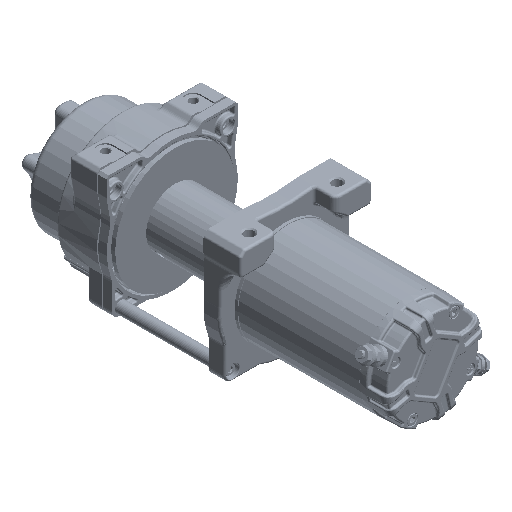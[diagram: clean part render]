
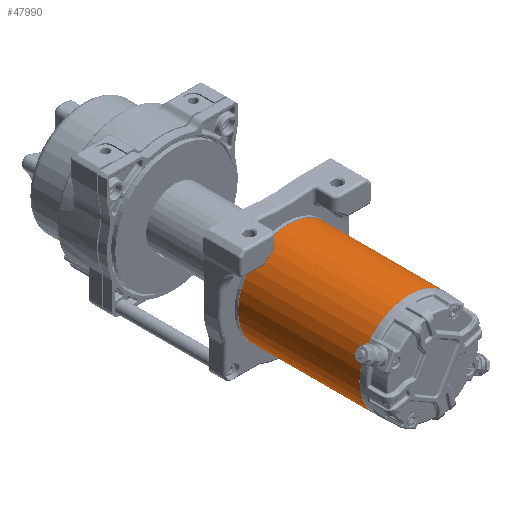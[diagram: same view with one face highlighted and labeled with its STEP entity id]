
A CAD part, isometric view. The second image highlights one B-rep face of the part: STEP entity #47990.
In plain terms, the highlighted cylindrical face has radius 43.5 mm (diameter 87 mm), a full revolution.
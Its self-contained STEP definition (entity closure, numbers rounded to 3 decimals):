
#3212=CYLINDRICAL_SURFACE('',#51323,43.5);
#4349=LINE('',#78231,#7317);
#7317=VECTOR('',#57392,43.5);
#10615=FACE_OUTER_BOUND('',#13356,.T.);
#13356=EDGE_LOOP('',(#31938,#31939,#31940,#31941));
#16380=CIRCLE('',#51324,43.5);
#16381=CIRCLE('',#51325,43.5);
#18560=VERTEX_POINT('',#78228);
#18561=VERTEX_POINT('',#78230);
#23693=EDGE_CURVE('',#18560,#18560,#16380,.T.);
#23694=EDGE_CURVE('',#18560,#18561,#4349,.T.);
#23695=EDGE_CURVE('',#18561,#18561,#16381,.T.);
#31938=ORIENTED_EDGE('',*,*,#23693,.F.);
#31939=ORIENTED_EDGE('',*,*,#23694,.T.);
#31940=ORIENTED_EDGE('',*,*,#23695,.T.);
#31941=ORIENTED_EDGE('',*,*,#23694,.F.);
#47990=ADVANCED_FACE('',(#10615),#3212,.T.);
#51323=AXIS2_PLACEMENT_3D('',#78227,#57388,#57389);
#51324=AXIS2_PLACEMENT_3D('',#78229,#57390,#57391);
#51325=AXIS2_PLACEMENT_3D('',#78232,#57393,#57394);
#57388=DIRECTION('center_axis',(0.,1.,0.));
#57389=DIRECTION('ref_axis',(-1.,0.,0.));
#57390=DIRECTION('center_axis',(0.,1.,0.));
#57391=DIRECTION('ref_axis',(-1.,0.,0.));
#57392=DIRECTION('',(0.,-1.,0.));
#57393=DIRECTION('center_axis',(0.,1.,0.));
#57394=DIRECTION('ref_axis',(-1.,0.,0.));
#78227=CARTESIAN_POINT('Origin',(0.,-168.75,0.));
#78228=CARTESIAN_POINT('',(43.5,-58.5,0.));
#78229=CARTESIAN_POINT('Origin',(0.,-58.5,0.));
#78230=CARTESIAN_POINT('',(43.5,-163.5,0.));
#78231=CARTESIAN_POINT('',(43.5,-168.75,0.));
#78232=CARTESIAN_POINT('Origin',(0.,-163.5,0.));
